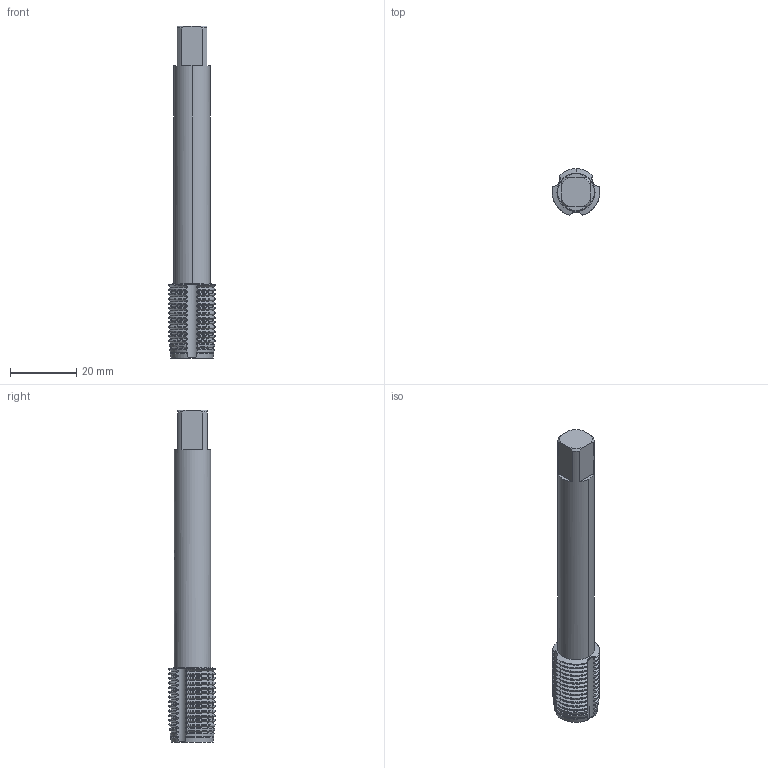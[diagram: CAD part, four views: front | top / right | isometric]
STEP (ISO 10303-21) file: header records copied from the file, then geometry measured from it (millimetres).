
FILE_DESCRIPTION(('no description'),'unknown implementation level');
FILE_NAME('solidsh0MEsM7mukmGSZqix6vYRM8NQA_1.STP',' ',('CIM GmbH Aachen'),('CADClick - KiM GmbH - www.kimweb.de'),'unknown preprocess','ACIS','unknown authorization');
FILE_SCHEMA(('automotive_design'));
Length unit declared in the file: millimetre
Products named in the file (2): 1; 2
Bounding box: 14.3 x 14.03 x 100 mm (x, y, z)
Volume: 10248.5 mm3; surface area: 5953.6 mm2
Topology: 2 solids, 2 shells, 339 faces, 941 edges, 606 vertices
Faces by surface type: cone 176, cylinder 143, plane 17, revolution 3
Entity records: 22740 total; most frequent: CARTESIAN_POINT 3696, STYLED_ITEM 1888, PRESENTATION_STYLE_ASSIGNMENT 1888, COLOUR_RGB 1888, ORIENTED_EDGE 1882, DIRECTION 1776, EDGE_CURVE 941, CURVE_STYLE 941
